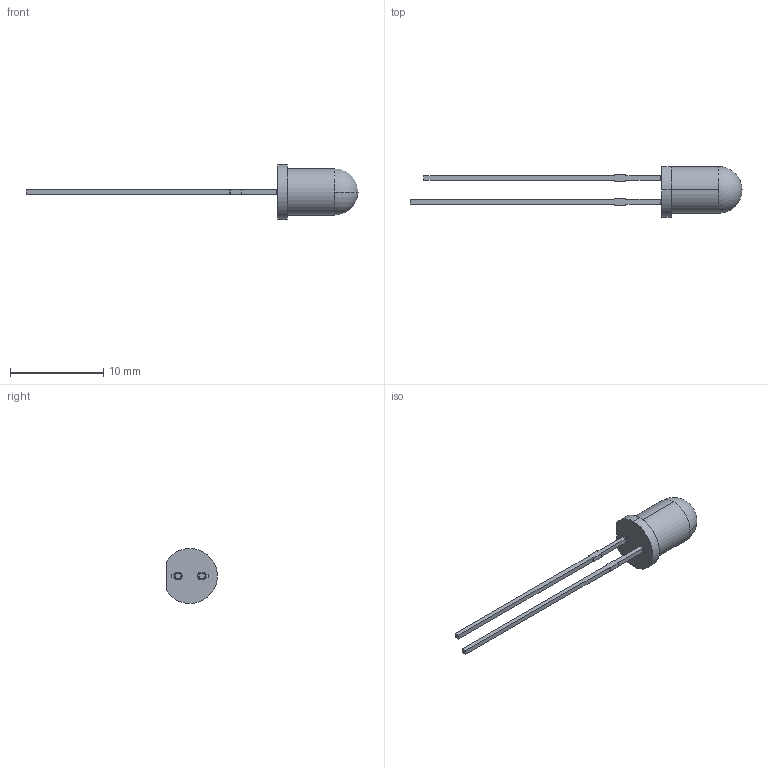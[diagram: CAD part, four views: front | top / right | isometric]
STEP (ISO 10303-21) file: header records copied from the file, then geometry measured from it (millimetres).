
FILE_DESCRIPTION (( 'STEP AP214' ), '1' );
FILE_NAME ('Led Lamp 5 mm.STEP', '2021-08-10T19:51:36', ( '' ), ( '' ), 'SwSTEP 2.0', 'SolidWorks 2020', '' );
FILE_SCHEMA (( 'AUTOMOTIVE_DESIGN' ));
Length unit declared in the file: millimetre
Products named in the file (1): Led Lamp 5 mm
Bounding box: 35.6 x 5.45 x 5.9 mm (x, y, z)
Volume: 174.2 mm3; surface area: 303.1 mm2
Topology: 2 solids, 2 shells, 122 faces, 324 edges, 208 vertices
Faces by surface type: plane 55, cylinder 34, torus 12, bspline 12, cone 7, sphere 2
Entity records: 4954 total; most frequent: CARTESIAN_POINT 1876, ORIENTED_EDGE 644, DIRECTION 591, EDGE_CURVE 322, AXIS2_PLACEMENT_3D 210, VERTEX_POINT 208, VECTOR 171, LINE 171
